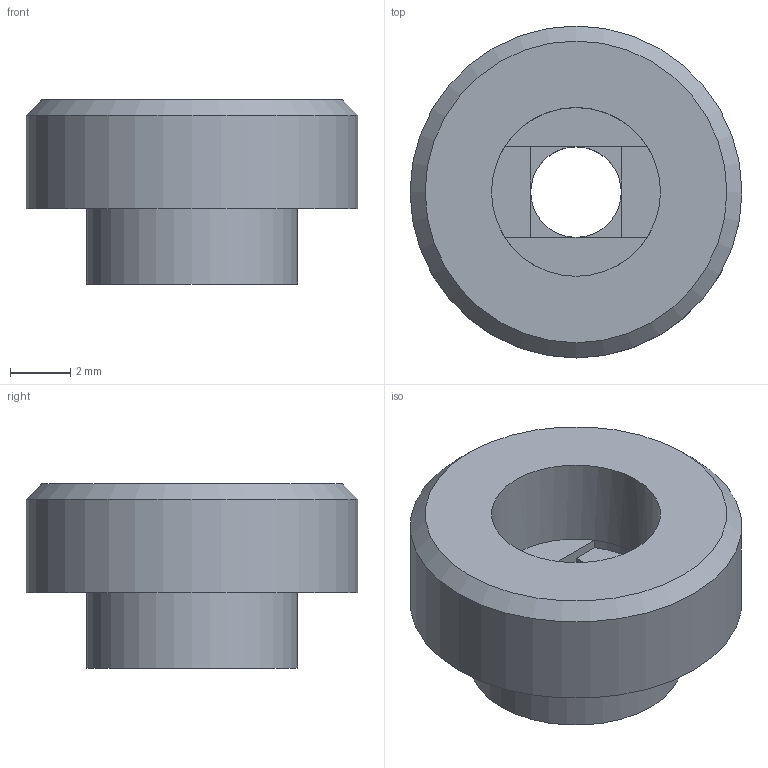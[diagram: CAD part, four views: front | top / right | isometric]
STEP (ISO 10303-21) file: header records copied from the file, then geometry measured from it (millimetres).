
FILE_DESCRIPTION(/* description */ (''),/* implementation_level */ '2;1');
FILE_NAME(/* name */ '13-dust-cover-lock-shoulder.step',/* time_stamp */ '2022-04-06T21:22:47+01:00',/* author */ (''),/* organization */ (''),/* preprocessor_version */ 'ST-DEVELOPER v18.1',/* originating_system */ 'Autodesk Translation Framework v10.13.0.1454',/* authorisation */ '');
FILE_SCHEMA (('AUTOMOTIVE_DESIGN { 1 0 10303 214 3 1 1 }'));
Length unit declared in the file: millimetre
Products named in the file (1): 13-dust-cover-lock-shoulder
Bounding box: 11 x 11 x 6.1 mm (x, y, z)
Volume: 335.1 mm3; surface area: 429.5 mm2
Topology: 1 solids, 1 shells, 22 faces, 48 edges, 29 vertices
Faces by surface type: plane 15, cylinder 6, cone 1
Full cylindrical faces by diameter (mm): 3 x1, 5.6 x1, 7 x1, 11 x1
Entity records: 643 total; most frequent: DIRECTION 113, CARTESIAN_POINT 100, ORIENTED_EDGE 96, EDGE_CURVE 48, AXIS2_PLACEMENT_3D 42, LINE 29, VECTOR 29, VERTEX_POINT 29
